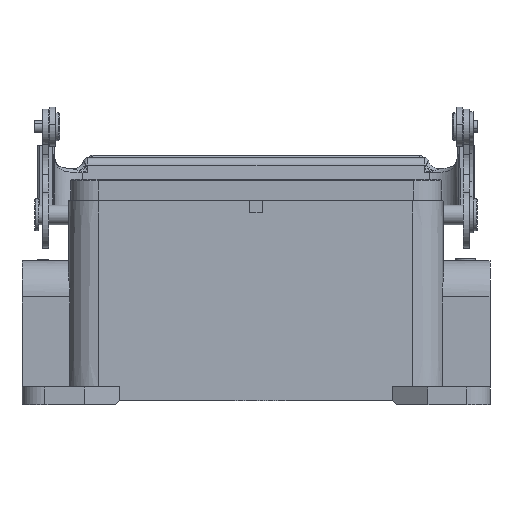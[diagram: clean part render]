
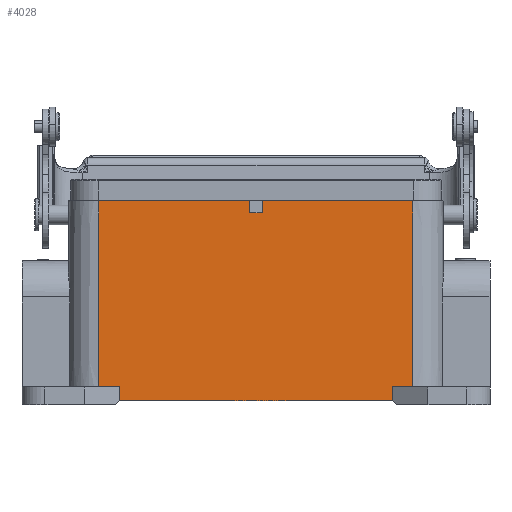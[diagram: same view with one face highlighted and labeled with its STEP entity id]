
A CAD part, front view. The second image highlights one B-rep face of the part: STEP entity #4028.
In plain terms, the highlighted planar face has unit normal (0, -1, 0.009).
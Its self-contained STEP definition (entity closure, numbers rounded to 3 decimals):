
#1641=PLANE('',#25076);
#4028=ADVANCED_FACE('',(#5741),#1641,.T.);
#5741=FACE_OUTER_BOUND('',#7126,.T.);
#7126=EDGE_LOOP('',(#16936,#16937,#16938,#16939,#16940,#16941,#16942,#16943,
#16944,#16945,#16946,#16947));
#8538=LINE('',#41837,#10158);
#8539=LINE('',#41839,#10159);
#8551=LINE('',#41882,#10171);
#8556=LINE('',#41905,#10176);
#8563=LINE('',#41940,#10183);
#8592=LINE('',#42015,#10212);
#8595=LINE('',#42029,#10215);
#8602=LINE('',#42045,#10222);
#8736=LINE('',#42542,#10356);
#8749=LINE('',#42574,#10369);
#8751=LINE('',#42578,#10371);
#8752=LINE('',#42580,#10372);
#10158=VECTOR('',#29888,1.);
#10159=VECTOR('',#29891,1.);
#10171=VECTOR('',#29915,1.);
#10176=VECTOR('',#29928,1.);
#10183=VECTOR('',#29947,1.);
#10212=VECTOR('',#30020,1.);
#10215=VECTOR('',#30037,1.);
#10222=VECTOR('',#30048,1.);
#10356=VECTOR('',#30332,1.);
#10369=VECTOR('',#30365,1.);
#10371=VECTOR('',#30369,1.);
#10372=VECTOR('',#30372,1.);
#16936=ORIENTED_EDGE('',*,*,#22594,.T.);
#16937=ORIENTED_EDGE('',*,*,#22578,.T.);
#16938=ORIENTED_EDGE('',*,*,#22396,.F.);
#16939=ORIENTED_EDGE('',*,*,#22388,.T.);
#16940=ORIENTED_EDGE('',*,*,#22381,.F.);
#16941=ORIENTED_EDGE('',*,*,#22597,.T.);
#16942=ORIENTED_EDGE('',*,*,#22343,.F.);
#16943=ORIENTED_EDGE('',*,*,#22331,.T.);
#16944=ORIENTED_EDGE('',*,*,#22322,.T.);
#16945=ORIENTED_EDGE('',*,*,#22306,.T.);
#16946=ORIENTED_EDGE('',*,*,#22305,.F.);
#16947=ORIENTED_EDGE('',*,*,#22596,.F.);
#19058=VERTEX_POINT('',#41834);
#19059=VERTEX_POINT('',#41836);
#19060=VERTEX_POINT('',#41840);
#19073=VERTEX_POINT('',#41883);
#19079=VERTEX_POINT('',#41906);
#19089=VERTEX_POINT('',#41941);
#19110=VERTEX_POINT('',#42010);
#19112=VERTEX_POINT('',#42014);
#19117=VERTEX_POINT('',#42030);
#19124=VERTEX_POINT('',#42046);
#19244=VERTEX_POINT('',#42543);
#19253=VERTEX_POINT('',#42575);
#22305=EDGE_CURVE('',#19059,#19058,#8538,.T.);
#22306=EDGE_CURVE('',#19060,#19058,#8539,.T.);
#22322=EDGE_CURVE('',#19073,#19060,#8551,.T.);
#22331=EDGE_CURVE('',#19079,#19073,#8556,.T.);
#22343=EDGE_CURVE('',#19079,#19089,#8563,.T.);
#22381=EDGE_CURVE('',#19112,#19110,#8592,.T.);
#22388=EDGE_CURVE('',#19117,#19110,#8595,.T.);
#22396=EDGE_CURVE('',#19117,#19124,#8602,.T.);
#22578=EDGE_CURVE('',#19244,#19124,#8736,.T.);
#22594=EDGE_CURVE('',#19253,#19244,#8749,.T.);
#22596=EDGE_CURVE('',#19253,#19059,#8751,.T.);
#22597=EDGE_CURVE('',#19112,#19089,#8752,.T.);
#25076=AXIS2_PLACEMENT_3D('',#42581,#30373,#30374);
#29888=DIRECTION('',(1.,0.,0.));
#29891=DIRECTION('',(0.,-0.009,-1.));
#29915=DIRECTION('',(-1.,0.,0.));
#29928=DIRECTION('',(0.,0.009,1.));
#29947=DIRECTION('',(-1.,0.,0.));
#30020=DIRECTION('',(-1.,0.,0.));
#30037=DIRECTION('',(0.,-0.009,-1.));
#30048=DIRECTION('',(-1.,0.,0.));
#30332=DIRECTION('',(0.,-0.009,-1.));
#30365=DIRECTION('',(-1.,0.,0.));
#30369=DIRECTION('',(0.,-0.009,-1.));
#30372=DIRECTION('',(0.,0.009,1.));
#30373=DIRECTION('',(0.,-1.,0.009));
#30374=DIRECTION('',(-1.,0.,0.));
#41834=CARTESIAN_POINT('',(1.6,-21.526,21.5));
#41836=CARTESIAN_POINT('',(-1.6,-21.526,21.5));
#41837=CARTESIAN_POINT('',(-1.6,-21.526,21.5));
#41839=CARTESIAN_POINT('',(1.6,-21.5,24.5));
#41840=CARTESIAN_POINT('',(1.6,-21.5,24.5));
#41882=CARTESIAN_POINT('',(39.25,-21.5,24.5));
#41883=CARTESIAN_POINT('',(39.25,-21.5,24.5));
#41905=CARTESIAN_POINT('',(39.25,-21.906,-22.));
#41906=CARTESIAN_POINT('',(39.25,-21.906,-22.));
#41940=CARTESIAN_POINT('',(39.25,-21.906,-22.));
#41941=CARTESIAN_POINT('',(34.,-21.906,-22.));
#42010=CARTESIAN_POINT('',(-34.,-21.936,-25.5));
#42014=CARTESIAN_POINT('',(34.,-21.936,-25.5));
#42015=CARTESIAN_POINT('',(34.,-21.936,-25.5));
#42029=CARTESIAN_POINT('',(-34.,-21.906,-22.));
#42030=CARTESIAN_POINT('',(-34.,-21.906,-22.));
#42045=CARTESIAN_POINT('',(-34.,-21.906,-22.));
#42046=CARTESIAN_POINT('',(-39.25,-21.906,-22.));
#42542=CARTESIAN_POINT('',(-39.25,-21.5,24.5));
#42543=CARTESIAN_POINT('',(-39.25,-21.5,24.5));
#42574=CARTESIAN_POINT('',(-1.6,-21.5,24.5));
#42575=CARTESIAN_POINT('',(-1.6,-21.5,24.5));
#42578=CARTESIAN_POINT('',(-1.6,-21.5,24.5));
#42580=CARTESIAN_POINT('',(34.,-21.936,-25.5));
#42581=CARTESIAN_POINT('',(-41.628,-21.5,24.5));
